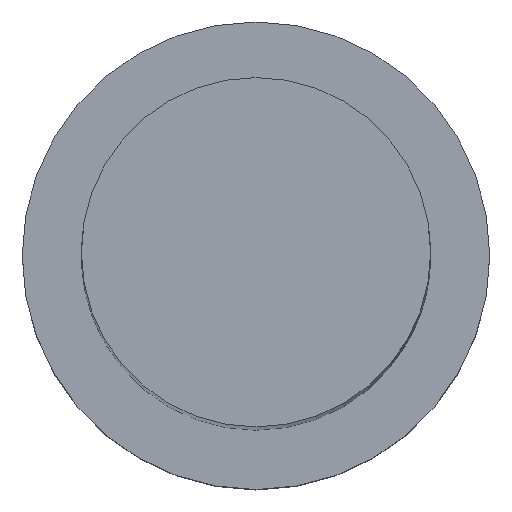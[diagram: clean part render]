
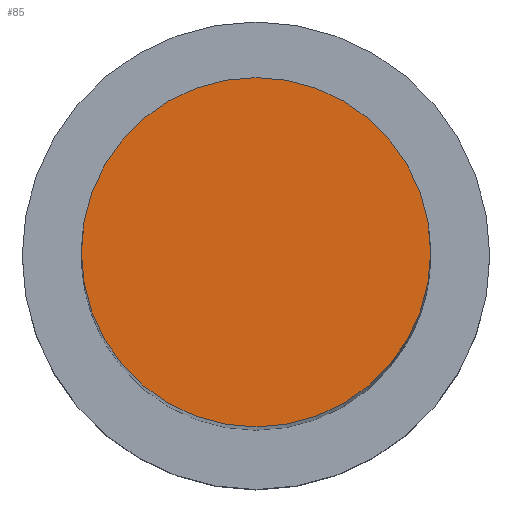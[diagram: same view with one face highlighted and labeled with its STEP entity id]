
A CAD part, top view. The second image highlights one B-rep face of the part: STEP entity #85.
In plain terms, the highlighted planar face has unit normal (0, 0, 1).
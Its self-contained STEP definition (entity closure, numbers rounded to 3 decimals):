
#15 = AXIS2_PLACEMENT_3D ( 'NONE', #265, #629, #694 ) ;
#20 = ORIENTED_EDGE ( 'NONE', *, *, #98, .T. ) ;
#83 = DIRECTION ( 'NONE',  ( 0., 0., -1. ) ) ;
#85 = ADVANCED_FACE ( 'NONE', ( #338 ), #749, .F. ) ;
#98 = EDGE_CURVE ( 'NONE', #556, #266, #109, .T. ) ;
#109 = CIRCLE ( 'NONE', #15, 12.7 ) ;
#113 = CARTESIAN_POINT ( 'NONE',  ( 0., 0., 0. ) ) ;
#132 = AXIS2_PLACEMENT_3D ( 'NONE', #113, #590, #417 ) ;
#206 = CARTESIAN_POINT ( 'NONE',  ( 0., 0., 0. ) ) ;
#265 = CARTESIAN_POINT ( 'NONE',  ( 0., 0., 0. ) ) ;
#266 = VERTEX_POINT ( 'NONE', #715 ) ;
#330 = EDGE_LOOP ( 'NONE', ( #600, #20 ) ) ;
#338 = FACE_OUTER_BOUND ( 'NONE', #330, .T. ) ;
#365 = DIRECTION ( 'NONE',  ( -1., 0., 0. ) ) ;
#399 = CARTESIAN_POINT ( 'NONE',  ( -12.7, 0., 0. ) ) ;
#417 = DIRECTION ( 'NONE',  ( 1., 0., 0. ) ) ;
#550 = EDGE_CURVE ( 'NONE', #266, #556, #784, .T. ) ;
#556 = VERTEX_POINT ( 'NONE', #399 ) ;
#590 = DIRECTION ( 'NONE',  ( 0., 0., 1. ) ) ;
#600 = ORIENTED_EDGE ( 'NONE', *, *, #550, .T. ) ;
#629 = DIRECTION ( 'NONE',  ( 0., 0., 1. ) ) ;
#694 = DIRECTION ( 'NONE',  ( 1., 0., 0. ) ) ;
#714 = AXIS2_PLACEMENT_3D ( 'NONE', #206, #83, #365 ) ;
#715 = CARTESIAN_POINT ( 'NONE',  ( 12.7, 0., 0. ) ) ;
#749 = PLANE ( 'NONE',  #714 ) ;
#784 = CIRCLE ( 'NONE', #132, 12.7 ) ;
